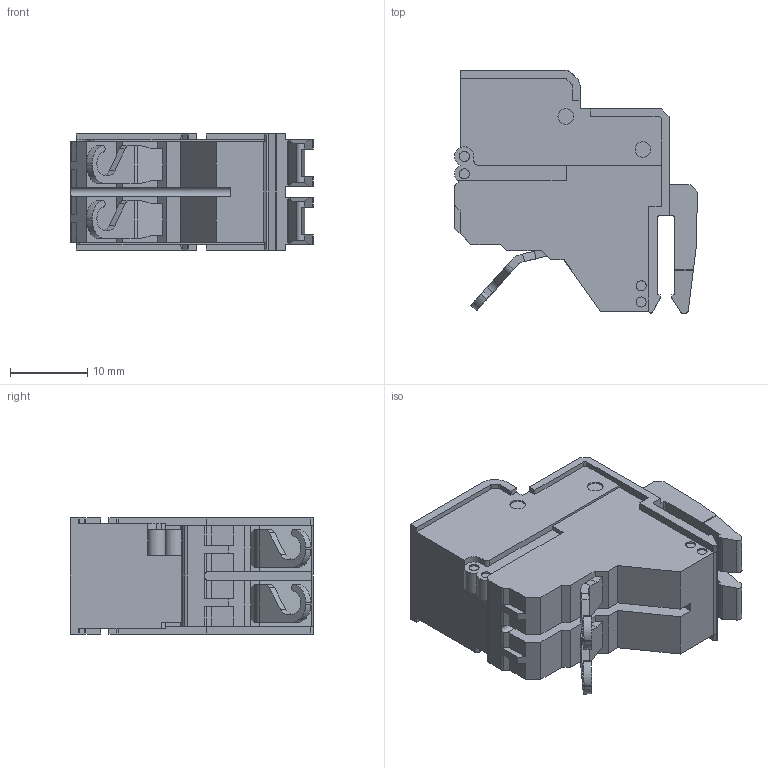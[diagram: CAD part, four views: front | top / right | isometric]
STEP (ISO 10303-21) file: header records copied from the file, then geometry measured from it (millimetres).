
FILE_DESCRIPTION(/* description */ (''),/* implementation_level */ '2;1');
FILE_NAME(/* name */ '27081_6_PTKS4-2.stp',/* time_stamp */ '2022-02-03T15:37:42+01:00',/* author */ (''),/* organization */ (''),/* preprocessor_version */ 'ST-DEVELOPER v16.7',/* originating_system */ 'SIEMENS PLM Software NX 12.0',/* authorisation */ '');
FILE_SCHEMA (('AUTOMOTIVE_DESIGN { 1 0 10303 214 3 1 1 1 }'));
Length unit declared in the file: millimetre
Products named in the file (1): 27081_6_PTKS4-285
Bounding box: 31.35 x 31.46 x 15 mm (x, y, z)
Volume: 8595.8 mm3; surface area: 4345.7 mm2
Topology: 1 solids, 1 shells, 340 faces, 959 edges, 633 vertices
Faces by surface type: plane 247, cylinder 85, cone 8
Full cylindrical faces by diameter (mm): 1.3 x4, 2 x2, 2.3 x2
Entity records: 11496 total; most frequent: CARTESIAN_POINT 1989, ORIENTED_EDGE 1894, DIRECTION 1806, EDGE_CURVE 947, LINE 752, VECTOR 752, VERTEX_POINT 629, AXIS2_PLACEMENT_3D 527
